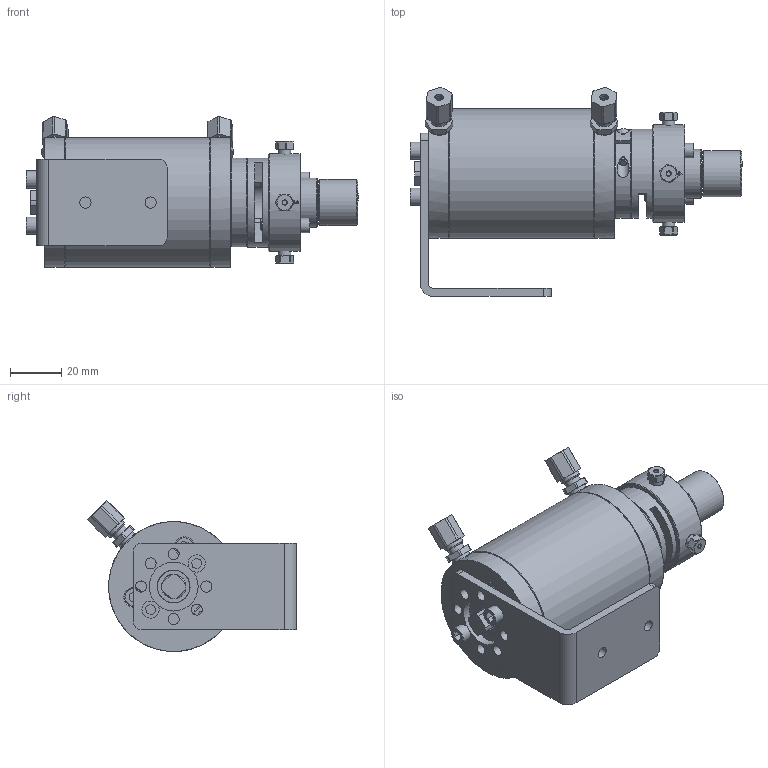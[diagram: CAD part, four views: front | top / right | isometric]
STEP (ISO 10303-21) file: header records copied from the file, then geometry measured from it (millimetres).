
FILE_DESCRIPTION((''),'2;1');
FILE_NAME('312381-AC4UW 4 port 2-pos valve air actuated.stp','2013-08-12T08:05:58',('Franzp'),(''),'Autodesk Inventor 2013','Autodesk Inventor 2013','');
FILE_SCHEMA(('AUTOMOTIVE_DESIGN { 1 0 10303 214 1 1 1 1 }'));
Length unit declared in the file: millimetre
Products named in the file (1): 312381_Shrinkwrap_1
Bounding box: 129.25 x 81.22 x 58.72 mm (x, y, z)
Surface area: 36481.8 mm2 (no closed solid volume)
Topology: 0 solids, 51 shells, 279 faces, 914 edges, 667 vertices
Faces by surface type: plane 155, cylinder 99, cone 25
Full cylindrical faces by diameter (mm): 1.727 x4, 2.642 x1, 3.3 x4, 3.51 x2, 4.32 x8, 4.76 x1, 4.826 x4, 5.6 x4, 5.65 x3, 5.84 x1, 6.3 x2, 6.7 x2, 7.5 x2, 7.65 x2, 7.938 x2, 9.48 x1, 9.525 x1, 14.681 x1, 18 x1, 19.05 x1, 19.075 x1, 34.671 x1, 37.973 x1, 50.54 x2, 50.69 x1
Entity records: 10506 total; most frequent: CARTESIAN_POINT 2391, DIRECTION 1571, ORIENTED_EDGE 1283, EDGE_CURVE 811, VERTEX_POINT 639, AXIS2_PLACEMENT_3D 594, EDGE_LOOP 443, VECTOR 383
